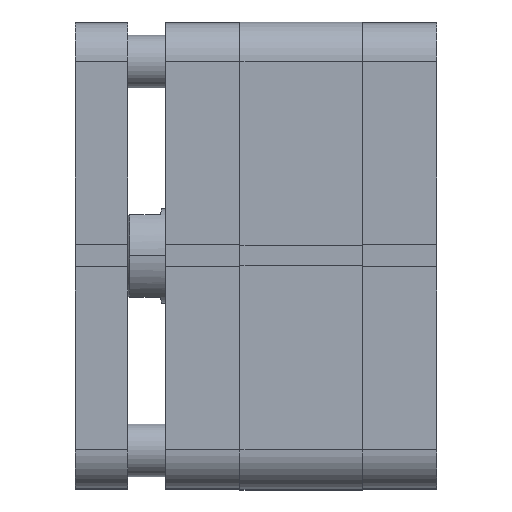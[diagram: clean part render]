
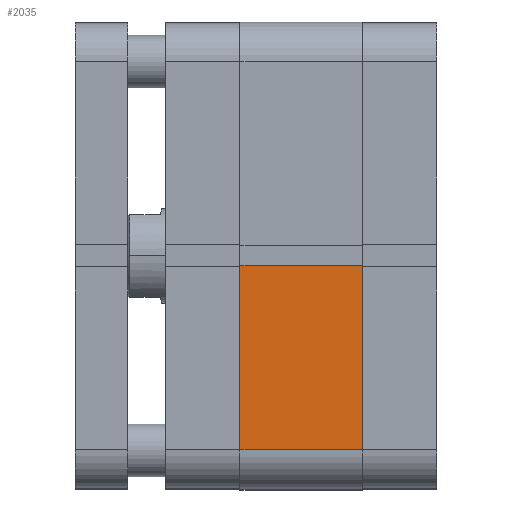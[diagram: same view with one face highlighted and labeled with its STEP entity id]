
A CAD part, top view. The second image highlights one B-rep face of the part: STEP entity #2035.
In plain terms, the highlighted face is planar.
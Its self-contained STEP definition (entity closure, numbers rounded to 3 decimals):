
#73 = PLANE ( 'NONE',  #7226 ) ;
#151 = CARTESIAN_POINT ( 'NONE',  ( 51.5, 62., 0. ) ) ;
#315 = CARTESIAN_POINT ( 'NONE',  ( 2.6, 62., -32.5 ) ) ;
#439 = CARTESIAN_POINT ( 'NONE',  ( 51.5, 62., -32.5 ) ) ;
#522 = DIRECTION ( 'NONE',  ( 0., 0., 1. ) ) ;
#529 = CARTESIAN_POINT ( 'NONE',  ( 2.6, 62., 0. ) ) ;
#877 = CARTESIAN_POINT ( 'NONE',  ( 2.6, 62., 0. ) ) ;
#878 = DIRECTION ( 'NONE',  ( -1., 0., 0. ) ) ;
#961 = DIRECTION ( 'NONE',  ( 0., 1., 0. ) ) ;
#1376 = CARTESIAN_POINT ( 'NONE',  ( 2.6, 62., -32.5 ) ) ;
#1450 = CARTESIAN_POINT ( 'NONE',  ( 51.5, 62., -32.5 ) ) ;
#1451 = DIRECTION ( 'NONE',  ( 0., 0., 1. ) ) ;
#2035 = ADVANCED_FACE ( 'NONE', ( #5449 ), #73, .T. ) ;
#3537 = ORIENTED_EDGE ( 'NONE', *, *, #6527, .T. ) ;
#3538 = ORIENTED_EDGE ( 'NONE', *, *, #6651, .T. ) ;
#3539 = ORIENTED_EDGE ( 'NONE', *, *, #7027, .F. ) ;
#3541 = ORIENTED_EDGE ( 'NONE', *, *, #6832, .F. ) ;
#4232 = VERTEX_POINT ( 'NONE', #439 ) ;
#4308 = VERTEX_POINT ( 'NONE', #151 ) ;
#4430 = VERTEX_POINT ( 'NONE', #315 ) ;
#4448 = VERTEX_POINT ( 'NONE', #529 ) ;
#4743 = LINE ( 'NONE', #1450, #4744 ) ;
#4744 = VECTOR ( 'NONE', #1451, 1000. ) ;
#5149 = CARTESIAN_POINT ( 'NONE',  ( 2.6, 62., -32.5 ) ) ;
#5449 = FACE_OUTER_BOUND ( 'NONE', #5550, .T. ) ;
#5550 = EDGE_LOOP ( 'NONE', ( #3541, #3539, #3538, #3537 ) ) ;
#5881 = LINE ( 'NONE', #5149, #5887 ) ;
#5887 = VECTOR ( 'NONE', #8191, 1000. ) ;
#6094 = VECTOR ( 'NONE', #8334, 1000. ) ;
#6102 = LINE ( 'NONE', #8354, #6094 ) ;
#6394 = LINE ( 'NONE', #877, #6395 ) ;
#6395 = VECTOR ( 'NONE', #878, 1000. ) ;
#6527 = EDGE_CURVE ( 'NONE', #4430, #4448, #5881, .T. ) ;
#6651 = EDGE_CURVE ( 'NONE', #4232, #4430, #6102, .T. ) ;
#6832 = EDGE_CURVE ( 'NONE', #4308, #4448, #6394, .T. ) ;
#7027 = EDGE_CURVE ( 'NONE', #4232, #4308, #4743, .T. ) ;
#7226 = AXIS2_PLACEMENT_3D ( 'NONE', #1376, #961, #522 ) ;
#8191 = DIRECTION ( 'NONE',  ( 0., 0., 1. ) ) ;
#8334 = DIRECTION ( 'NONE',  ( -1., 0., 0. ) ) ;
#8354 = CARTESIAN_POINT ( 'NONE',  ( 2.6, 62., -32.5 ) ) ;
